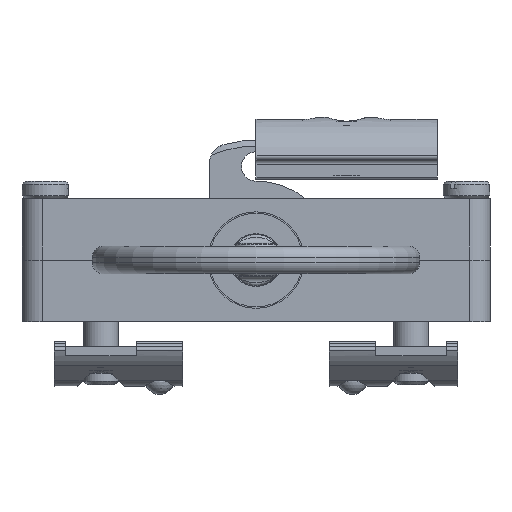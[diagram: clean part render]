
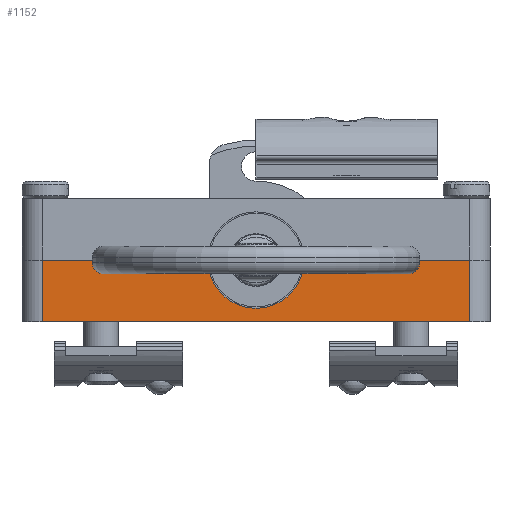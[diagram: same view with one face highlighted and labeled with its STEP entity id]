
A CAD part, front view. The second image highlights one B-rep face of the part: STEP entity #1152.
In plain terms, the highlighted planar face has unit normal (0, -1, 0).
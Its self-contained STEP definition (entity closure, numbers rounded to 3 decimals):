
#660=CARTESIAN_POINT('',(36.5,-22.0,-5.25));
#661=VERTEX_POINT('',#660);
#669=CARTESIAN_POINT('',(-36.5,-22.0,-5.25));
#670=VERTEX_POINT('',#669);
#671=CARTESIAN_POINT('',(-36.5,-22.0,-5.25));
#672=DIRECTION('',(1.0,0.0,0.0));
#673=VECTOR('',#672,73.0);
#674=LINE('',#671,#673);
#675=EDGE_CURVE('',#670,#661,#674,.T.);
#1048=CARTESIAN_POINT('',(8.25,-22.0,5.25));
#1049=VERTEX_POINT('',#1048);
#1065=CARTESIAN_POINT('',(-8.25,-22.0,5.25));
#1066=VERTEX_POINT('',#1065);
#1073=CARTESIAN_POINT('',(0.0,-22.0,5.25));
#1074=DIRECTION('',(0.0,1.0,0.0));
#1075=DIRECTION('',(-1.0,0.0,0.0));
#1076=AXIS2_PLACEMENT_3D('',#1073,#1074,#1075);
#1077=CIRCLE('',#1076,8.25);
#1078=EDGE_CURVE('',#1049,#1066,#1077,.T.);
#1115=CARTESIAN_POINT('',(40.0,-22.0,0.0));
#1116=DIRECTION('',(0.0,-1.0,0.0));
#1117=DIRECTION('',(0.0,0.0,-1.0));
#1118=AXIS2_PLACEMENT_3D('',#1115,#1116,#1117);
#1119=PLANE('',#1118);
#1120=ORIENTED_EDGE('',*,*,#1078,.T.);
#1121=CARTESIAN_POINT('',(-36.5,-22.0,5.25));
#1122=VERTEX_POINT('',#1121);
#1123=CARTESIAN_POINT('',(-8.25,-22.0,5.25));
#1124=DIRECTION('',(-1.0,0.0,0.0));
#1125=VECTOR('',#1124,28.25);
#1126=LINE('',#1123,#1125);
#1127=EDGE_CURVE('',#1066,#1122,#1126,.T.);
#1128=ORIENTED_EDGE('',*,*,#1127,.T.);
#1129=CARTESIAN_POINT('',(-36.5,-22.0,-5.25));
#1130=DIRECTION('',(0.0,0.0,1.0));
#1131=VECTOR('',#1130,10.5);
#1132=LINE('',#1129,#1131);
#1133=EDGE_CURVE('',#670,#1122,#1132,.T.);
#1134=ORIENTED_EDGE('',*,*,#1133,.F.);
#1135=ORIENTED_EDGE('',*,*,#675,.T.);
#1136=CARTESIAN_POINT('',(36.5,-22.0,5.25));
#1137=VERTEX_POINT('',#1136);
#1138=CARTESIAN_POINT('',(36.5,-22.0,5.25));
#1139=DIRECTION('',(0.0,0.0,-1.0));
#1140=VECTOR('',#1139,10.5);
#1141=LINE('',#1138,#1140);
#1142=EDGE_CURVE('',#1137,#661,#1141,.T.);
#1143=ORIENTED_EDGE('',*,*,#1142,.F.);
#1144=CARTESIAN_POINT('',(36.5,-22.0,5.25));
#1145=DIRECTION('',(-1.0,0.0,0.0));
#1146=VECTOR('',#1145,28.25);
#1147=LINE('',#1144,#1146);
#1148=EDGE_CURVE('',#1137,#1049,#1147,.T.);
#1149=ORIENTED_EDGE('',*,*,#1148,.T.);
#1150=EDGE_LOOP('',(#1120,#1128,#1134,#1135,#1143,#1149));
#1151=FACE_OUTER_BOUND('',#1150,.T.);
#1152=ADVANCED_FACE('',(#1151),#1119,.T.);
